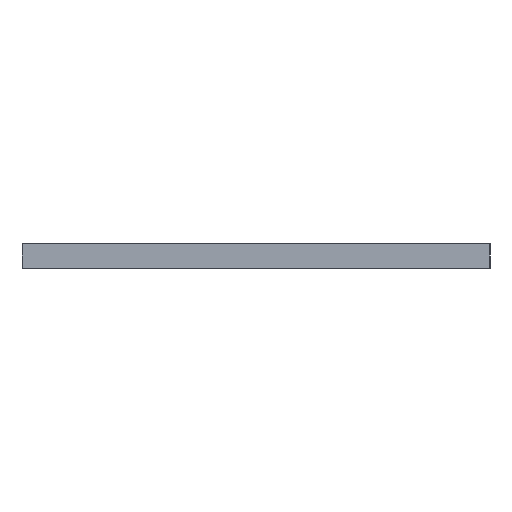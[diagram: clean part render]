
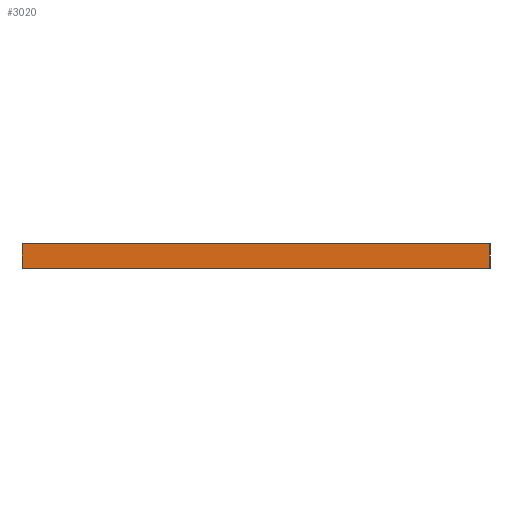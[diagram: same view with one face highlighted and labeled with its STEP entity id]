
A CAD part, left-side view. The second image highlights one B-rep face of the part: STEP entity #3020.
In plain terms, the highlighted planar face has unit normal (-1, 0, 0).
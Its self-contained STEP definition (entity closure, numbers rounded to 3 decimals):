
#83 = PLANE('',#84);
#84 = AXIS2_PLACEMENT_3D('',#85,#86,#87);
#85 = CARTESIAN_POINT('',(153.123,-89.921,1.6));
#86 = DIRECTION('',(0.,0.,1.));
#87 = DIRECTION('',(1.,0.,-0.));
#137 = PLANE('',#138);
#138 = AXIS2_PLACEMENT_3D('',#139,#140,#141);
#139 = CARTESIAN_POINT('',(153.123,-89.921,0.));
#140 = DIRECTION('',(0.,0.,1.));
#141 = DIRECTION('',(1.,0.,-0.));
#700 = VERTEX_POINT('',#701);
#701 = CARTESIAN_POINT('',(125.443,-74.921,0.));
#715 = PLANE('',#716);
#716 = AXIS2_PLACEMENT_3D('',#717,#718,#719);
#717 = CARTESIAN_POINT('',(175.443,-74.921,0.));
#718 = DIRECTION('',(0.,-1.,0.));
#719 = DIRECTION('',(-1.,0.,0.));
#727 = EDGE_CURVE('',#700,#728,#730,.T.);
#728 = VERTEX_POINT('',#729);
#729 = CARTESIAN_POINT('',(125.443,-104.921,0.));
#730 = SURFACE_CURVE('',#731,(#735,#742),.PCURVE_S1.);
#731 = LINE('',#732,#733);
#732 = CARTESIAN_POINT('',(125.443,-74.921,0.));
#733 = VECTOR('',#734,1.);
#734 = DIRECTION('',(0.,-1.,0.));
#735 = PCURVE('',#137,#736);
#736 = DEFINITIONAL_REPRESENTATION('',(#737),#741);
#737 = LINE('',#738,#739);
#738 = CARTESIAN_POINT('',(-27.68,15.));
#739 = VECTOR('',#740,1.);
#740 = DIRECTION('',(0.,-1.));
#741 = ( GEOMETRIC_REPRESENTATION_CONTEXT(2) 
PARAMETRIC_REPRESENTATION_CONTEXT() REPRESENTATION_CONTEXT('2D SPACE',''
  ) );
#742 = PCURVE('',#743,#748);
#743 = PLANE('',#744);
#744 = AXIS2_PLACEMENT_3D('',#745,#746,#747);
#745 = CARTESIAN_POINT('',(125.443,-74.921,0.));
#746 = DIRECTION('',(1.,0.,-0.));
#747 = DIRECTION('',(0.,-1.,0.));
#748 = DEFINITIONAL_REPRESENTATION('',(#749),#753);
#749 = LINE('',#750,#751);
#750 = CARTESIAN_POINT('',(0.,0.));
#751 = VECTOR('',#752,1.);
#752 = DIRECTION('',(1.,0.));
#753 = ( GEOMETRIC_REPRESENTATION_CONTEXT(2) 
PARAMETRIC_REPRESENTATION_CONTEXT() REPRESENTATION_CONTEXT('2D SPACE',''
  ) );
#771 = PLANE('',#772);
#772 = AXIS2_PLACEMENT_3D('',#773,#774,#775);
#773 = CARTESIAN_POINT('',(125.443,-104.921,0.));
#774 = DIRECTION('',(0.,1.,0.));
#775 = DIRECTION('',(1.,0.,0.));
#1916 = VERTEX_POINT('',#1917);
#1917 = CARTESIAN_POINT('',(125.443,-74.921,1.6));
#1938 = EDGE_CURVE('',#1916,#1939,#1941,.T.);
#1939 = VERTEX_POINT('',#1940);
#1940 = CARTESIAN_POINT('',(125.443,-104.921,1.6));
#1941 = SURFACE_CURVE('',#1942,(#1946,#1953),.PCURVE_S1.);
#1942 = LINE('',#1943,#1944);
#1943 = CARTESIAN_POINT('',(125.443,-74.921,1.6));
#1944 = VECTOR('',#1945,1.);
#1945 = DIRECTION('',(0.,-1.,0.));
#1946 = PCURVE('',#83,#1947);
#1947 = DEFINITIONAL_REPRESENTATION('',(#1948),#1952);
#1948 = LINE('',#1949,#1950);
#1949 = CARTESIAN_POINT('',(-27.68,15.));
#1950 = VECTOR('',#1951,1.);
#1951 = DIRECTION('',(0.,-1.));
#1952 = ( GEOMETRIC_REPRESENTATION_CONTEXT(2) 
PARAMETRIC_REPRESENTATION_CONTEXT() REPRESENTATION_CONTEXT('2D SPACE',''
  ) );
#1953 = PCURVE('',#743,#1954);
#1954 = DEFINITIONAL_REPRESENTATION('',(#1955),#1959);
#1955 = LINE('',#1956,#1957);
#1956 = CARTESIAN_POINT('',(0.,-1.6));
#1957 = VECTOR('',#1958,1.);
#1958 = DIRECTION('',(1.,0.));
#1959 = ( GEOMETRIC_REPRESENTATION_CONTEXT(2) 
PARAMETRIC_REPRESENTATION_CONTEXT() REPRESENTATION_CONTEXT('2D SPACE',''
  ) );
#2998 = EDGE_CURVE('',#728,#1939,#2999,.T.);
#2999 = SURFACE_CURVE('',#3000,(#3004,#3011),.PCURVE_S1.);
#3000 = LINE('',#3001,#3002);
#3001 = CARTESIAN_POINT('',(125.443,-104.921,0.));
#3002 = VECTOR('',#3003,1.);
#3003 = DIRECTION('',(0.,0.,1.));
#3004 = PCURVE('',#771,#3005);
#3005 = DEFINITIONAL_REPRESENTATION('',(#3006),#3010);
#3006 = LINE('',#3007,#3008);
#3007 = CARTESIAN_POINT('',(0.,0.));
#3008 = VECTOR('',#3009,1.);
#3009 = DIRECTION('',(0.,-1.));
#3010 = ( GEOMETRIC_REPRESENTATION_CONTEXT(2) 
PARAMETRIC_REPRESENTATION_CONTEXT() REPRESENTATION_CONTEXT('2D SPACE',''
  ) );
#3011 = PCURVE('',#743,#3012);
#3012 = DEFINITIONAL_REPRESENTATION('',(#3013),#3017);
#3013 = LINE('',#3014,#3015);
#3014 = CARTESIAN_POINT('',(30.,0.));
#3015 = VECTOR('',#3016,1.);
#3016 = DIRECTION('',(0.,-1.));
#3017 = ( GEOMETRIC_REPRESENTATION_CONTEXT(2) 
PARAMETRIC_REPRESENTATION_CONTEXT() REPRESENTATION_CONTEXT('2D SPACE',''
  ) );
#3020 = ADVANCED_FACE('',(#3021),#743,.F.);
#3021 = FACE_BOUND('',#3022,.F.);
#3022 = EDGE_LOOP('',(#3023,#3044,#3045,#3046));
#3023 = ORIENTED_EDGE('',*,*,#3024,.T.);
#3024 = EDGE_CURVE('',#700,#1916,#3025,.T.);
#3025 = SURFACE_CURVE('',#3026,(#3030,#3037),.PCURVE_S1.);
#3026 = LINE('',#3027,#3028);
#3027 = CARTESIAN_POINT('',(125.443,-74.921,0.));
#3028 = VECTOR('',#3029,1.);
#3029 = DIRECTION('',(0.,0.,1.));
#3030 = PCURVE('',#743,#3031);
#3031 = DEFINITIONAL_REPRESENTATION('',(#3032),#3036);
#3032 = LINE('',#3033,#3034);
#3033 = CARTESIAN_POINT('',(0.,0.));
#3034 = VECTOR('',#3035,1.);
#3035 = DIRECTION('',(0.,-1.));
#3036 = ( GEOMETRIC_REPRESENTATION_CONTEXT(2) 
PARAMETRIC_REPRESENTATION_CONTEXT() REPRESENTATION_CONTEXT('2D SPACE',''
  ) );
#3037 = PCURVE('',#715,#3038);
#3038 = DEFINITIONAL_REPRESENTATION('',(#3039),#3043);
#3039 = LINE('',#3040,#3041);
#3040 = CARTESIAN_POINT('',(50.,0.));
#3041 = VECTOR('',#3042,1.);
#3042 = DIRECTION('',(0.,-1.));
#3043 = ( GEOMETRIC_REPRESENTATION_CONTEXT(2) 
PARAMETRIC_REPRESENTATION_CONTEXT() REPRESENTATION_CONTEXT('2D SPACE',''
  ) );
#3044 = ORIENTED_EDGE('',*,*,#1938,.T.);
#3045 = ORIENTED_EDGE('',*,*,#2998,.F.);
#3046 = ORIENTED_EDGE('',*,*,#727,.F.);
